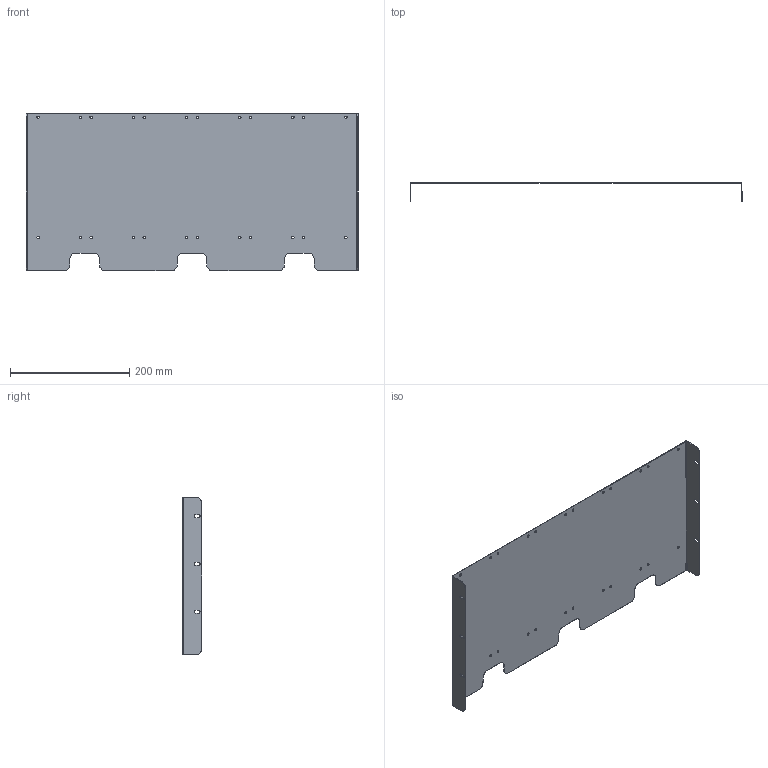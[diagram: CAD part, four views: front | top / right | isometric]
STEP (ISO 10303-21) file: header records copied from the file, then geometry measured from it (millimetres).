
FILE_DESCRIPTION (( 'STEP AP214' ), '1' );
FILE_NAME ('mocowanie_zasilaczy.STEP', '2021-11-25T20:57:20', ( '' ), ( '' ), 'SwSTEP 2.0', 'SolidWorks 2020', '' );
FILE_SCHEMA (( 'AUTOMOTIVE_DESIGN' ));
Length unit declared in the file: millimetre
Products named in the file (1): mocowanie_zasilaczy
Bounding box: 557 x 32 x 265 mm (x, y, z)
Volume: 158598.5 mm3; surface area: 319530 mm2
Topology: 1 solids, 1 shells, 128 faces, 362 edges, 236 vertices
Faces by surface type: cylinder 86, plane 42
Entity records: 4364 total; most frequent: DIRECTION 792, CARTESIAN_POINT 727, ORIENTED_EDGE 724, EDGE_CURVE 362, AXIS2_PLACEMENT_3D 301, VERTEX_POINT 236, VECTOR 190, LINE 190
